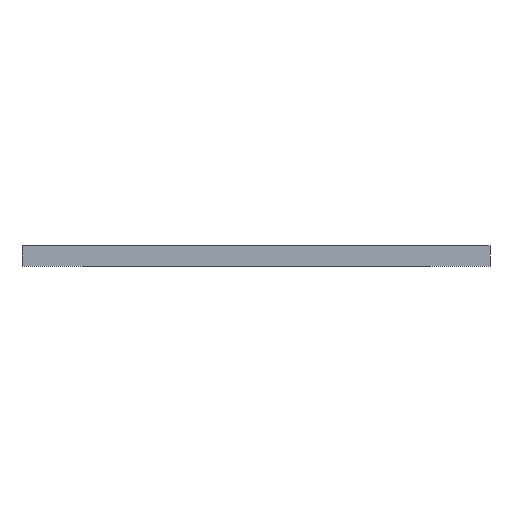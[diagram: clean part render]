
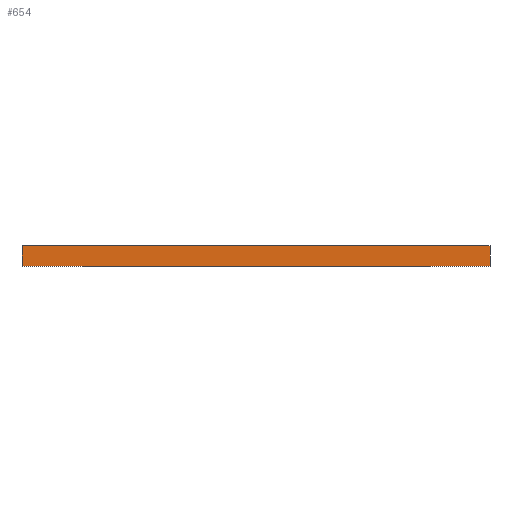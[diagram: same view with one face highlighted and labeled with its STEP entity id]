
A CAD part, front view. The second image highlights one B-rep face of the part: STEP entity #654.
In plain terms, the highlighted planar face has unit normal (0, -1, 0).
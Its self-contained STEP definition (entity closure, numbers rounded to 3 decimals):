
#54 = CARTESIAN_POINT ( 'NONE',  ( 15., -22.5, -0.65 ) ) ;
#125 = CARTESIAN_POINT ( 'NONE',  ( -15., -22.5, 0.65 ) ) ;
#214 = VECTOR ( 'NONE', #3074, 1000. ) ;
#268 = ORIENTED_EDGE ( 'NONE', *, *, #2797, .T. ) ;
#400 = DIRECTION ( 'NONE',  ( 1., 0., 0. ) ) ;
#480 = LINE ( 'NONE', #3259, #3343 ) ;
#593 = LINE ( 'NONE', #125, #1249 ) ;
#623 = ORIENTED_EDGE ( 'NONE', *, *, #701, .F. ) ;
#654 = ADVANCED_FACE ( 'NONE', ( #3534 ), #696, .F. ) ;
#683 = EDGE_LOOP ( 'NONE', ( #268, #2894, #623, #2550 ) ) ;
#696 = PLANE ( 'NONE',  #1725 ) ;
#701 = EDGE_CURVE ( 'NONE', #2398, #2789, #3589, .T. ) ;
#1249 = VECTOR ( 'NONE', #2369, 1000. ) ;
#1347 = LINE ( 'NONE', #2263, #214 ) ;
#1501 = CARTESIAN_POINT ( 'NONE',  ( 15., -22.5, 0.65 ) ) ;
#1600 = CARTESIAN_POINT ( 'NONE',  ( -15., -22.5, -0.65 ) ) ;
#1695 = VECTOR ( 'NONE', #400, 1000. ) ;
#1725 = AXIS2_PLACEMENT_3D ( 'NONE', #2673, #3252, #2964 ) ;
#1858 = CARTESIAN_POINT ( 'NONE',  ( 15., -22.5, 0.65 ) ) ;
#1919 = VERTEX_POINT ( 'NONE', #54 ) ;
#2056 = EDGE_CURVE ( 'NONE', #2398, #3460, #593, .T. ) ;
#2263 = CARTESIAN_POINT ( 'NONE',  ( 15., -22.5, 0.65 ) ) ;
#2369 = DIRECTION ( 'NONE',  ( 0., 0., -1. ) ) ;
#2398 = VERTEX_POINT ( 'NONE', #3586 ) ;
#2486 = EDGE_CURVE ( 'NONE', #2789, #1919, #1347, .T. ) ;
#2550 = ORIENTED_EDGE ( 'NONE', *, *, #2056, .T. ) ;
#2673 = CARTESIAN_POINT ( 'NONE',  ( 15., -22.5, 0.65 ) ) ;
#2789 = VERTEX_POINT ( 'NONE', #1858 ) ;
#2797 = EDGE_CURVE ( 'NONE', #3460, #1919, #480, .T. ) ;
#2894 = ORIENTED_EDGE ( 'NONE', *, *, #2486, .F. ) ;
#2964 = DIRECTION ( 'NONE',  ( -1., 0., 0. ) ) ;
#3074 = DIRECTION ( 'NONE',  ( 0., 0., -1. ) ) ;
#3233 = DIRECTION ( 'NONE',  ( 1., 0., 0. ) ) ;
#3252 = DIRECTION ( 'NONE',  ( 0., 1., 0. ) ) ;
#3259 = CARTESIAN_POINT ( 'NONE',  ( 15., -22.5, -0.65 ) ) ;
#3343 = VECTOR ( 'NONE', #3233, 1000. ) ;
#3460 = VERTEX_POINT ( 'NONE', #1600 ) ;
#3534 = FACE_OUTER_BOUND ( 'NONE', #683, .T. ) ;
#3586 = CARTESIAN_POINT ( 'NONE',  ( -15., -22.5, 0.65 ) ) ;
#3589 = LINE ( 'NONE', #1501, #1695 ) ;
